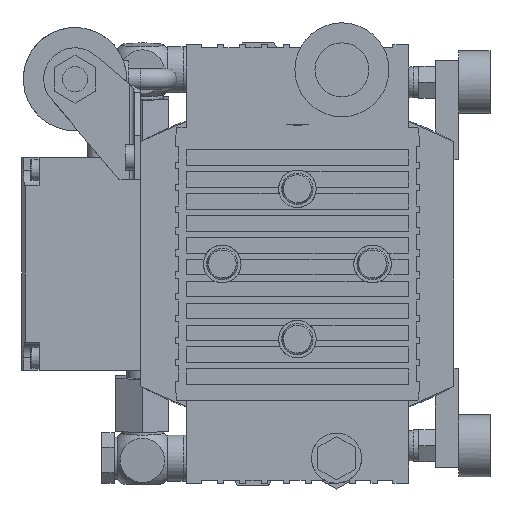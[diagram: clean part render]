
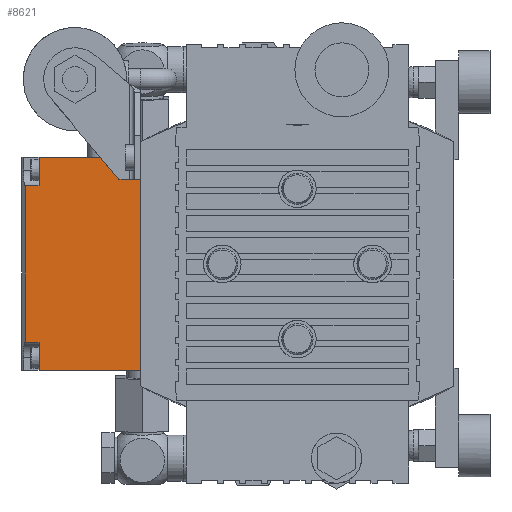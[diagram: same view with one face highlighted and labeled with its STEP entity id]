
A CAD part, left-side view. The second image highlights one B-rep face of the part: STEP entity #8621.
In plain terms, the highlighted planar face has unit normal (-1, 0, 0).
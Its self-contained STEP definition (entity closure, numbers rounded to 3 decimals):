
#7083=CARTESIAN_POINT('',(-7.5,50.0,34.0));
#7084=VERTEX_POINT('',#7083);
#7093=CARTESIAN_POINT('',(-7.5,50.0,-34.0));
#7094=VERTEX_POINT('',#7093);
#7095=CARTESIAN_POINT('',(-7.5,50.0,-34.0));
#7096=DIRECTION('',(0.0,0.0,1.0));
#7097=VECTOR('',#7096,68.0);
#7098=LINE('',#7095,#7097);
#7099=EDGE_CURVE('',#7094,#7084,#7098,.T.);
#8462=CARTESIAN_POINT('',(-7.5,86.843,-25.0));
#8463=VERTEX_POINT('',#8462);
#8471=CARTESIAN_POINT('',(-7.5,86.843,25.0));
#8472=VERTEX_POINT('',#8471);
#8473=CARTESIAN_POINT('',(-7.5,86.843,25.0));
#8474=DIRECTION('',(0.0,0.0,-1.0));
#8475=VECTOR('',#8474,50.0);
#8476=LINE('',#8473,#8475);
#8477=EDGE_CURVE('',#8472,#8463,#8476,.T.);
#8541=CARTESIAN_POINT('',(-7.5,82.5,34.0));
#8542=VERTEX_POINT('',#8541);
#8549=CARTESIAN_POINT('',(-7.5,50.0,34.0));
#8550=DIRECTION('',(0.0,1.0,0.0));
#8551=VECTOR('',#8550,32.5);
#8552=LINE('',#8549,#8551);
#8553=EDGE_CURVE('',#8542,#7084,#8552,.F.);
#8575=CARTESIAN_POINT('',(-7.5,69.266,0.0));
#8576=DIRECTION('',(-1.0,0.0,0.0));
#8577=DIRECTION('',(0.0,0.0,1.0));
#8578=AXIS2_PLACEMENT_3D('',#8575,#8576,#8577);
#8579=PLANE('',#8578);
#8580=ORIENTED_EDGE('',*,*,#8477,.T.);
#8581=CARTESIAN_POINT('',(-7.5,82.5,-25.0));
#8582=VERTEX_POINT('',#8581);
#8583=CARTESIAN_POINT('',(-7.5,82.5,-25.0));
#8584=DIRECTION('',(0.0,1.0,0.0));
#8585=VECTOR('',#8584,4.343);
#8586=LINE('',#8583,#8585);
#8587=EDGE_CURVE('',#8582,#8463,#8586,.T.);
#8588=ORIENTED_EDGE('',*,*,#8587,.F.);
#8589=CARTESIAN_POINT('',(-7.5,82.5,-34.0));
#8590=VERTEX_POINT('',#8589);
#8591=CARTESIAN_POINT('',(-7.5,82.5,-34.0));
#8592=DIRECTION('',(0.0,0.0,1.0));
#8593=VECTOR('',#8592,9.0);
#8594=LINE('',#8591,#8593);
#8595=EDGE_CURVE('',#8590,#8582,#8594,.T.);
#8596=ORIENTED_EDGE('',*,*,#8595,.F.);
#8597=CARTESIAN_POINT('',(-7.5,50.0,-34.0));
#8598=DIRECTION('',(0.0,1.0,0.0));
#8599=VECTOR('',#8598,32.5);
#8600=LINE('',#8597,#8599);
#8601=EDGE_CURVE('',#8590,#7094,#8600,.F.);
#8602=ORIENTED_EDGE('',*,*,#8601,.T.);
#8603=ORIENTED_EDGE('',*,*,#7099,.T.);
#8604=ORIENTED_EDGE('',*,*,#8553,.F.);
#8605=CARTESIAN_POINT('',(-7.5,82.5,25.0));
#8606=VERTEX_POINT('',#8605);
#8607=CARTESIAN_POINT('',(-7.5,82.5,25.0));
#8608=DIRECTION('',(0.0,0.0,1.0));
#8609=VECTOR('',#8608,9.0);
#8610=LINE('',#8607,#8609);
#8611=EDGE_CURVE('',#8606,#8542,#8610,.T.);
#8612=ORIENTED_EDGE('',*,*,#8611,.F.);
#8613=CARTESIAN_POINT('',(-7.5,82.5,25.0));
#8614=DIRECTION('',(0.0,1.0,0.0));
#8615=VECTOR('',#8614,4.343);
#8616=LINE('',#8613,#8615);
#8617=EDGE_CURVE('',#8606,#8472,#8616,.T.);
#8618=ORIENTED_EDGE('',*,*,#8617,.T.);
#8619=EDGE_LOOP('',(#8580,#8588,#8596,#8602,#8603,#8604,#8612,#8618));
#8620=FACE_OUTER_BOUND('',#8619,.T.);
#8621=ADVANCED_FACE('',(#8620),#8579,.T.);
